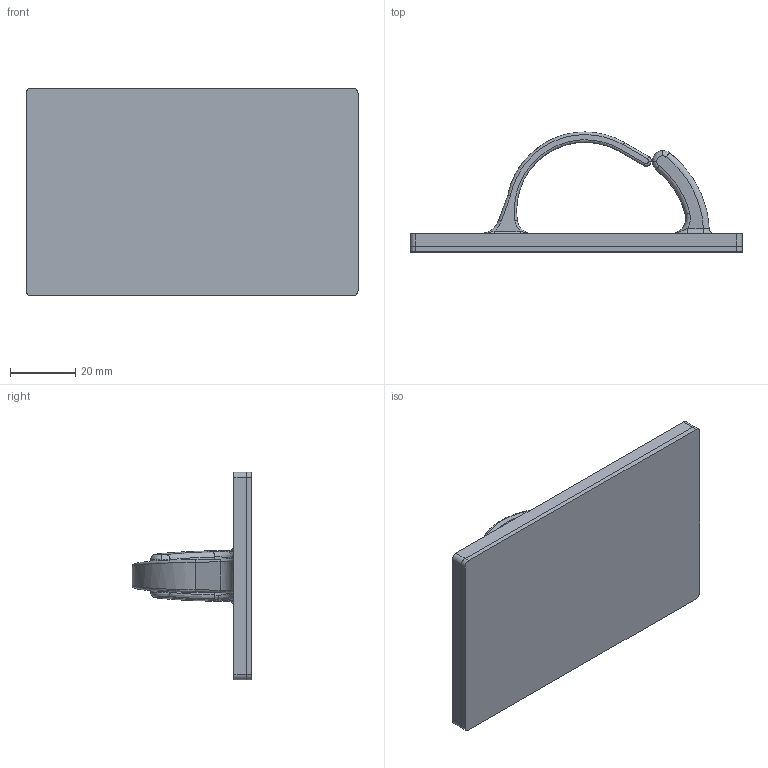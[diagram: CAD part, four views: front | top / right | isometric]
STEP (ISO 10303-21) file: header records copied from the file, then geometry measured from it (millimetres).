
FILE_DESCRIPTION (( 'STEP AP203' ), '1' );
FILE_NAME ('1028.STEP', '2010-10-18T17:59:54', ( 'PAC' ), ( 'Microsoft' ), 'SwSTEP 2.0', 'SolidWorks 2010', '' );
FILE_SCHEMA (( 'CONFIG_CONTROL_DESIGN' ));
Length unit declared in the file: inch
Products named in the file (1): 1028
Bounding box: 101.6 x 36.68 x 63.5 mm (x, y, z)
Volume: 40425.1 mm3; surface area: 30009.6 mm2
Topology: 2 solids, 2 shells, 91 faces, 215 edges, 126 vertices
Faces by surface type: cylinder 37, bspline 32, plane 22
Entity records: 7331 total; most frequent: CARTESIAN_POINT 5444, ORIENTED_EDGE 418, DIRECTION 319, EDGE_CURVE 209, VERTEX_POINT 126, AXIS2_PLACEMENT_3D 120, EDGE_LOOP 95, FACE_OUTER_BOUND 91
